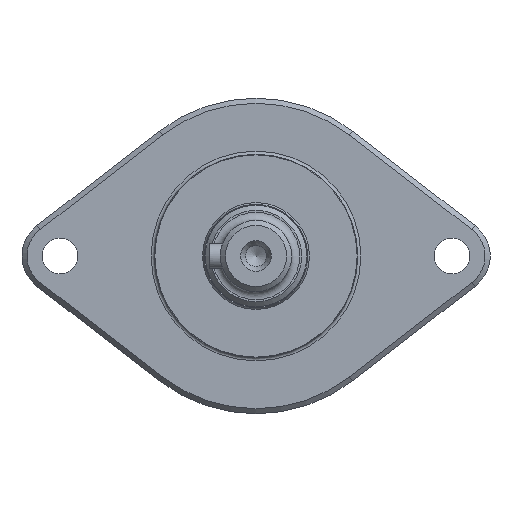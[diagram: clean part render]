
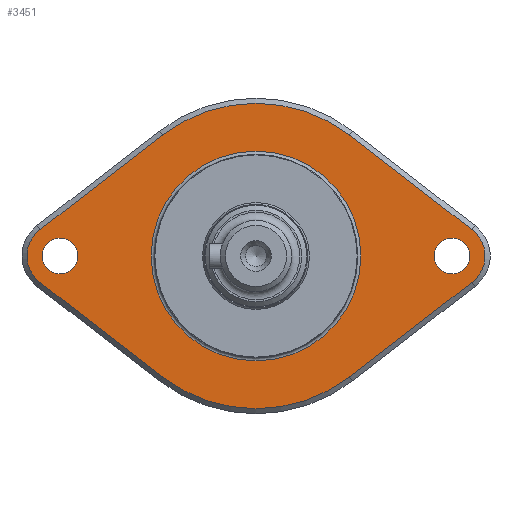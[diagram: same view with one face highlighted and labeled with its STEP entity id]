
A CAD part, left-side view. The second image highlights one B-rep face of the part: STEP entity #3451.
In plain terms, the highlighted planar face has unit normal (-1, 0, 0).
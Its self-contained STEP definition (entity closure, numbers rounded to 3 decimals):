
#130=LINE('',#5159,#412);
#131=LINE('',#5163,#413);
#132=LINE('',#5167,#414);
#133=LINE('',#5170,#415);
#412=VECTOR('',#4158,10.);
#413=VECTOR('',#4161,10.);
#414=VECTOR('',#4164,10.);
#415=VECTOR('',#4167,10.);
#890=FACE_BOUND('',#1140,.T.);
#891=FACE_BOUND('',#1141,.T.);
#892=FACE_BOUND('',#1142,.T.);
#942=FACE_OUTER_BOUND('',#1139,.T.);
#1139=EDGE_LOOP('',(#2426,#2427,#2428,#2429,#2430,#2431,#2432,#2433));
#1140=EDGE_LOOP('',(#2434,#2435));
#1141=EDGE_LOOP('',(#2436));
#1142=EDGE_LOOP('',(#2437));
#1355=CIRCLE('',#3672,20.6);
#1357=CIRCLE('',#3674,20.6);
#1359=CIRCLE('',#3677,3.5);
#1363=CIRCLE('',#3684,3.5);
#1372=CIRCLE('',#3704,6.5);
#1373=CIRCLE('',#3705,30.);
#1374=CIRCLE('',#3706,6.5);
#1375=CIRCLE('',#3707,30.);
#1533=VERTEX_POINT('',#5071);
#1534=VERTEX_POINT('',#5072);
#1536=VERTEX_POINT('',#5079);
#1544=VERTEX_POINT('',#5100);
#1560=VERTEX_POINT('',#5155);
#1561=VERTEX_POINT('',#5156);
#1562=VERTEX_POINT('',#5158);
#1563=VERTEX_POINT('',#5160);
#1564=VERTEX_POINT('',#5162);
#1565=VERTEX_POINT('',#5164);
#1566=VERTEX_POINT('',#5166);
#1567=VERTEX_POINT('',#5168);
#1860=EDGE_CURVE('',#1533,#1534,#1355,.T.);
#1862=EDGE_CURVE('',#1534,#1533,#1357,.T.);
#1865=EDGE_CURVE('',#1536,#1536,#1359,.T.);
#1875=EDGE_CURVE('',#1544,#1544,#1363,.T.);
#1902=EDGE_CURVE('',#1560,#1561,#1372,.T.);
#1903=EDGE_CURVE('',#1562,#1560,#130,.T.);
#1904=EDGE_CURVE('',#1563,#1562,#1373,.T.);
#1905=EDGE_CURVE('',#1564,#1563,#131,.T.);
#1906=EDGE_CURVE('',#1565,#1564,#1374,.T.);
#1907=EDGE_CURVE('',#1566,#1565,#132,.T.);
#1908=EDGE_CURVE('',#1567,#1566,#1375,.T.);
#1909=EDGE_CURVE('',#1561,#1567,#133,.T.);
#2426=ORIENTED_EDGE('',*,*,#1902,.F.);
#2427=ORIENTED_EDGE('',*,*,#1903,.F.);
#2428=ORIENTED_EDGE('',*,*,#1904,.F.);
#2429=ORIENTED_EDGE('',*,*,#1905,.F.);
#2430=ORIENTED_EDGE('',*,*,#1906,.F.);
#2431=ORIENTED_EDGE('',*,*,#1907,.F.);
#2432=ORIENTED_EDGE('',*,*,#1908,.F.);
#2433=ORIENTED_EDGE('',*,*,#1909,.F.);
#2434=ORIENTED_EDGE('',*,*,#1860,.F.);
#2435=ORIENTED_EDGE('',*,*,#1862,.F.);
#2436=ORIENTED_EDGE('',*,*,#1865,.T.);
#2437=ORIENTED_EDGE('',*,*,#1875,.T.);
#3328=PLANE('',#3703);
#3451=ADVANCED_FACE('',(#942,#890,#891,#892),#3328,.T.);
#3672=AXIS2_PLACEMENT_3D('',#5073,#4067,#4068);
#3674=AXIS2_PLACEMENT_3D('',#5075,#4071,#4072);
#3677=AXIS2_PLACEMENT_3D('',#5081,#4078,#4079);
#3684=AXIS2_PLACEMENT_3D('',#5102,#4098,#4099);
#3703=AXIS2_PLACEMENT_3D('',#5154,#4154,#4155);
#3704=AXIS2_PLACEMENT_3D('',#5157,#4156,#4157);
#3705=AXIS2_PLACEMENT_3D('',#5161,#4159,#4160);
#3706=AXIS2_PLACEMENT_3D('',#5165,#4162,#4163);
#3707=AXIS2_PLACEMENT_3D('',#5169,#4165,#4166);
#4067=DIRECTION('center_axis',(-1.,0.,0.));
#4068=DIRECTION('ref_axis',(0.,1.,0.));
#4071=DIRECTION('center_axis',(-1.,0.,0.));
#4072=DIRECTION('ref_axis',(0.,1.,0.));
#4078=DIRECTION('center_axis',(1.,0.,0.));
#4079=DIRECTION('ref_axis',(0.,0.,1.));
#4098=DIRECTION('center_axis',(1.,0.,0.));
#4099=DIRECTION('ref_axis',(0.,0.,1.));
#4154=DIRECTION('center_axis',(-1.,0.,0.));
#4155=DIRECTION('ref_axis',(0.,0.,1.));
#4156=DIRECTION('center_axis',(1.,0.,0.));
#4157=DIRECTION('ref_axis',(0.,0.61,-0.792));
#4158=DIRECTION('',(0.,0.792,0.61));
#4159=DIRECTION('center_axis',(1.,0.,0.));
#4160=DIRECTION('ref_axis',(0.,-0.61,-0.792));
#4161=DIRECTION('',(0.,0.792,-0.61));
#4162=DIRECTION('center_axis',(1.,0.,0.));
#4163=DIRECTION('ref_axis',(0.,-0.61,0.792));
#4164=DIRECTION('',(0.,-0.792,-0.61));
#4165=DIRECTION('center_axis',(1.,0.,0.));
#4166=DIRECTION('ref_axis',(0.,0.61,0.792));
#4167=DIRECTION('',(0.,-0.792,0.61));
#5071=CARTESIAN_POINT('',(-98.2,20.6,0.));
#5072=CARTESIAN_POINT('',(-98.2,0.,-20.6));
#5073=CARTESIAN_POINT('Origin',(-98.2,0.,
0.));
#5075=CARTESIAN_POINT('Origin',(-98.2,0.,
0.));
#5079=CARTESIAN_POINT('',(-98.2,38.5,-3.5));
#5081=CARTESIAN_POINT('Origin',(-98.2,38.5,0.));
#5100=CARTESIAN_POINT('',(-98.2,-38.5,-3.5));
#5102=CARTESIAN_POINT('Origin',(-98.2,-38.5,0.));
#5154=CARTESIAN_POINT('Origin',(-98.2,33.3,0.));
#5155=CARTESIAN_POINT('',(-98.2,42.468,-5.149));
#5156=CARTESIAN_POINT('',(-98.2,42.468,5.149));
#5157=CARTESIAN_POINT('Origin',(-98.2,38.5,0.));
#5158=CARTESIAN_POINT('',(-98.2,18.312,-23.763));
#5159=CARTESIAN_POINT('',(-98.2,40.836,-6.406));
#5160=CARTESIAN_POINT('',(-98.2,-18.312,-23.763));
#5161=CARTESIAN_POINT('Origin',(-98.2,0.,
0.));
#5162=CARTESIAN_POINT('',(-98.2,-42.468,-5.149));
#5163=CARTESIAN_POINT('',(-98.2,-7.865,-31.813));
#5164=CARTESIAN_POINT('',(-98.2,-42.468,5.149));
#5165=CARTESIAN_POINT('Origin',(-98.2,-38.5,0.));
#5166=CARTESIAN_POINT('',(-98.2,-18.312,23.763));
#5167=CARTESIAN_POINT('',(-98.2,-19.943,22.506));
#5168=CARTESIAN_POINT('',(-98.2,18.312,23.763));
#5169=CARTESIAN_POINT('Origin',(-98.2,0.,
0.));
#5170=CARTESIAN_POINT('',(-98.2,28.758,15.713));
